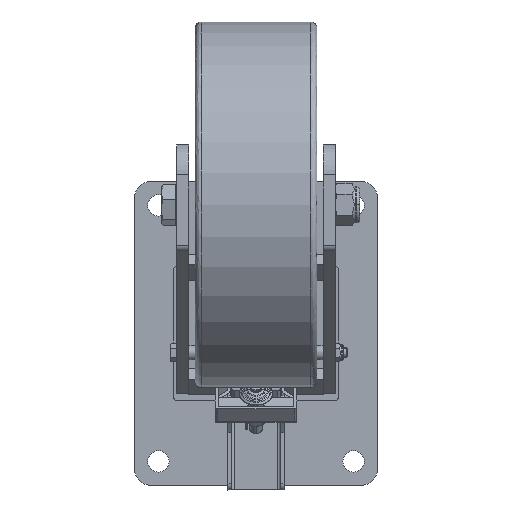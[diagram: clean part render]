
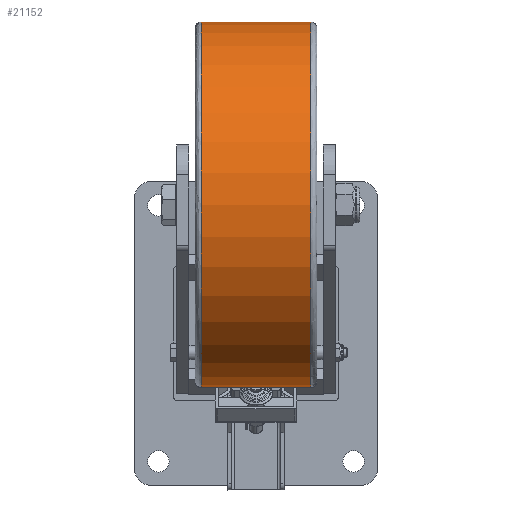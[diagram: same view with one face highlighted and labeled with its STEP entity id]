
A CAD part, front view. The second image highlights one B-rep face of the part: STEP entity #21152.
In plain terms, the highlighted cylindrical face has radius 150 mm (diameter 300 mm), a partial arc.
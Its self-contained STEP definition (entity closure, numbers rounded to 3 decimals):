
#1717 = AXIS2_PLACEMENT_3D ( 'NONE', #5617, #22176, #8959 ) ;
#2443 = ORIENTED_EDGE ( 'NONE', *, *, #4127, .F. ) ;
#3038 = EDGE_CURVE ( 'NONE', #26475, #35040, #41223, .T. ) ;
#3437 = DIRECTION ( 'NONE',  ( -1., 0., 0. ) ) ;
#4127 = EDGE_CURVE ( 'NONE', #7496, #40960, #18983, .T. ) ;
#4987 = CARTESIAN_POINT ( 'NONE',  ( -145., -215.19, 370.538 ) ) ;
#5617 = CARTESIAN_POINT ( 'NONE',  ( -145., -215.19, 220.538 ) ) ;
#6615 = VECTOR ( 'NONE', #22637, 1000. ) ;
#7496 = VERTEX_POINT ( 'NONE', #28279 ) ;
#8605 = DIRECTION ( 'NONE',  ( -1., 0., 0. ) ) ;
#8797 = EDGE_CURVE ( 'NONE', #7496, #26475, #22135, .T. ) ;
#8959 = DIRECTION ( 'NONE',  ( 0., 0., 1. ) ) ;
#10131 = FACE_OUTER_BOUND ( 'NONE', #28954, .T. ) ;
#10419 = CIRCLE ( 'NONE', #1717, 150. ) ;
#14906 = DIRECTION ( 'NONE',  ( 0., 0., 1. ) ) ;
#18449 = EDGE_CURVE ( 'NONE', #35040, #40960, #10419, .T. ) ;
#18983 = LINE ( 'NONE', #25032, #37880 ) ;
#19350 = ORIENTED_EDGE ( 'NONE', *, *, #18449, .T. ) ;
#20291 = CARTESIAN_POINT ( 'NONE',  ( -55., -215.19, 370.538 ) ) ;
#21001 = CARTESIAN_POINT ( 'NONE',  ( -100., -215.19, 220.538 ) ) ;
#21152 = ADVANCED_FACE ( 'NONE', ( #10131 ), #22896, .T. ) ;
#21489 = AXIS2_PLACEMENT_3D ( 'NONE', #22885, #3437, #35645 ) ;
#21799 = CARTESIAN_POINT ( 'NONE',  ( -145., -215.19, 70.538 ) ) ;
#21929 = DIRECTION ( 'NONE',  ( -1., 0., 0. ) ) ;
#22135 = CIRCLE ( 'NONE', #21489, 150. ) ;
#22176 = DIRECTION ( 'NONE',  ( 1., 0., 0. ) ) ;
#22637 = DIRECTION ( 'NONE',  ( -1., 0., 0. ) ) ;
#22885 = CARTESIAN_POINT ( 'NONE',  ( -55., -215.19, 220.538 ) ) ;
#22896 = CYLINDRICAL_SURFACE ( 'NONE', #38357, 150. ) ;
#25032 = CARTESIAN_POINT ( 'NONE',  ( -100., -215.19, 70.538 ) ) ;
#26475 = VERTEX_POINT ( 'NONE', #20291 ) ;
#28279 = CARTESIAN_POINT ( 'NONE',  ( -55., -215.19, 70.538 ) ) ;
#28954 = EDGE_LOOP ( 'NONE', ( #2443, #32841, #35736, #19350 ) ) ;
#32841 = ORIENTED_EDGE ( 'NONE', *, *, #8797, .T. ) ;
#35040 = VERTEX_POINT ( 'NONE', #4987 ) ;
#35183 = CARTESIAN_POINT ( 'NONE',  ( -100., -215.19, 370.538 ) ) ;
#35645 = DIRECTION ( 'NONE',  ( 0., 0., 1. ) ) ;
#35736 = ORIENTED_EDGE ( 'NONE', *, *, #3038, .T. ) ;
#37880 = VECTOR ( 'NONE', #21929, 1000. ) ;
#38357 = AXIS2_PLACEMENT_3D ( 'NONE', #21001, #8605, #14906 ) ;
#40960 = VERTEX_POINT ( 'NONE', #21799 ) ;
#41223 = LINE ( 'NONE', #35183, #6615 ) ;
